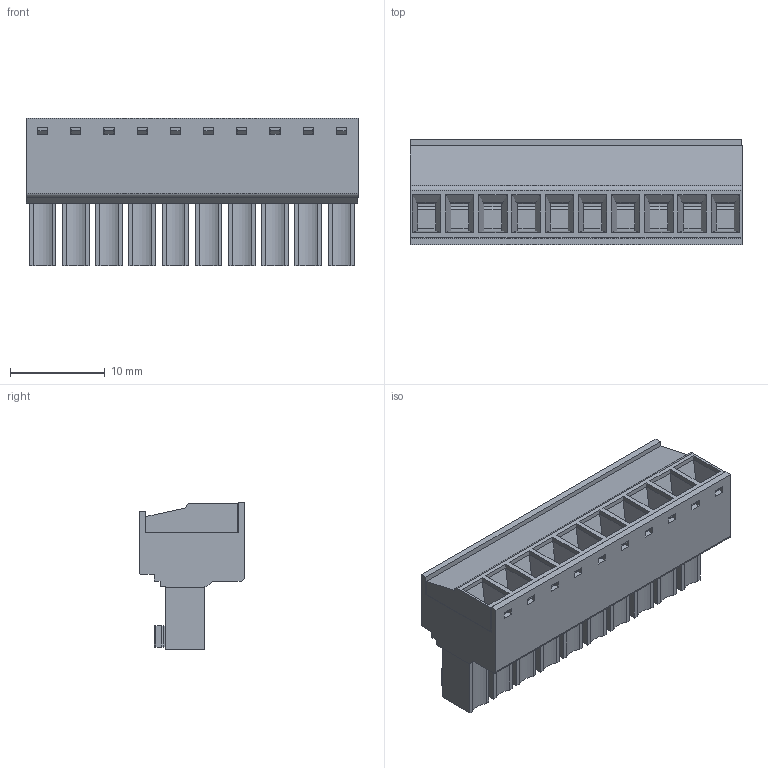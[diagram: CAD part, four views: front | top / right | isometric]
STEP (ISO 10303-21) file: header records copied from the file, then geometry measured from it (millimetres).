
FILE_DESCRIPTION (( 'STEP AP214' ), '1' );
FILE_NAME ('15EDGK-3.5-10P-14-00AH.STEP', '2017-04-27T22:50:48', ( 'SIG' ), ( '' ), 'SwSTEP 2.0', 'SolidWorks 2014', '' );
FILE_SCHEMA (( 'AUTOMOTIVE_DESIGN' ));
Length unit declared in the file: millimetre
Products named in the file (38): 15EDGK-3.5_klamper; 15EDGK-3.5_screw; 15EDGK-3.5_spring; 15EDGK-3.5-10P-14-00AH; 15EDGK-3.5_top-cap; 15EDGK-3.5
Assembly tree (32 placements, depth 2):
  15EDGK-3.5_klamper
  15EDGK-3.5_klamper
  15EDGK-3.5_screw
  15EDGK-3.5_screw
  15EDGK-3.5_spring
Bounding box: 35 x 11.15 x 15.56 mm (x, y, z)
Volume: 2432.3 mm3; surface area: 8567.4 mm2
Topology: 32 solids, 32 shells, 1741 faces, 4841 edges, 3194 vertices
Faces by surface type: plane 1307, cylinder 304, bspline 60, cone 40, torus 30
Entity records: 39414 total; most frequent: CARTESIAN_POINT 7991, ORIENTED_EDGE 6298, DIRECTION 5489, EDGE_CURVE 3149, VECTOR 2635, LINE 2635, VERTEX_POINT 2078, AXIS2_PLACEMENT_3D 1427
